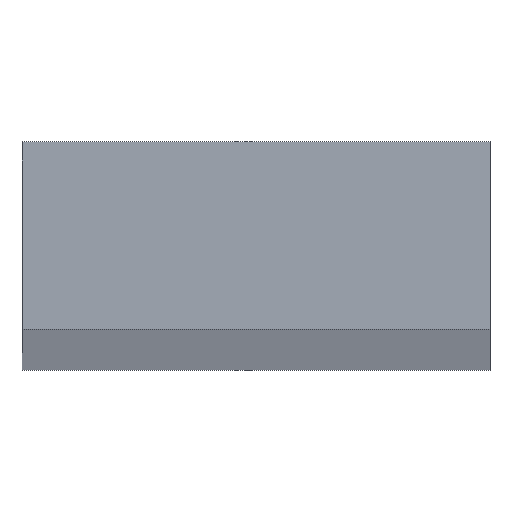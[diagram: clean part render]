
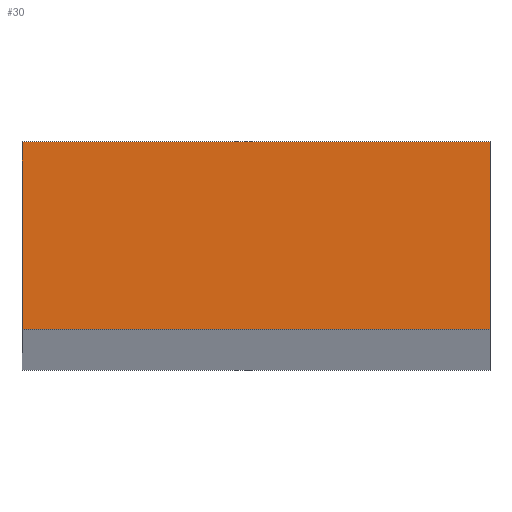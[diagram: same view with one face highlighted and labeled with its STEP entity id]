
A CAD part, top view. The second image highlights one B-rep face of the part: STEP entity #30.
In plain terms, the highlighted planar face has unit normal (0, 0, 1).
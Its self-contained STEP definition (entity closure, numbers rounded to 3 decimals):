
#20 = EDGE_CURVE ( 'NONE', #108, #110, #144, .T. ) ;
#22 = EDGE_CURVE ( 'NONE', #111, #108, #148, .T. ) ;
#30 = ADVANCED_FACE ( 'NONE', ( #91 ), #159, .T. ) ;
#33 = EDGE_CURVE ( 'NONE', #106, #111, #165, .T. ) ;
#39 = EDGE_CURVE ( 'NONE', #110, #106, #177, .T. ) ;
#67 = VECTOR ( 'NONE', #170, 1000. ) ;
#79 = AXIS2_PLACEMENT_3D ( 'NONE', #160, #161, #162 ) ;
#81 = VECTOR ( 'NONE', #179, 1000. ) ;
#84 = VECTOR ( 'NONE', #151, 1000. ) ;
#90 = VECTOR ( 'NONE', #147, 1000. ) ;
#91 = FACE_OUTER_BOUND ( 'NONE', #129, .T. ) ;
#93 = ORIENTED_EDGE ( 'NONE', *, *, #22, .T. ) ;
#94 = ORIENTED_EDGE ( 'NONE', *, *, #20, .T. ) ;
#95 = ORIENTED_EDGE ( 'NONE', *, *, #39, .T. ) ;
#97 = ORIENTED_EDGE ( 'NONE', *, *, #33, .T. ) ;
#106 = VERTEX_POINT ( 'NONE', #190 ) ;
#108 = VERTEX_POINT ( 'NONE', #218 ) ;
#110 = VERTEX_POINT ( 'NONE', #119 ) ;
#111 = VERTEX_POINT ( 'NONE', #220 ) ;
#119 = CARTESIAN_POINT ( 'NONE',  ( 10., -4., 500. ) ) ;
#129 = EDGE_LOOP ( 'NONE', ( #93, #94, #95, #97 ) ) ;
#132 = CARTESIAN_POINT ( 'NONE',  ( 10., 4., 500. ) ) ;
#144 = LINE ( 'NONE', #145, #90 ) ;
#145 = CARTESIAN_POINT ( 'NONE',  ( -10., -4., 500. ) ) ;
#147 = DIRECTION ( 'NONE',  ( 1., 0., 0. ) ) ;
#148 = LINE ( 'NONE', #149, #84 ) ;
#149 = CARTESIAN_POINT ( 'NONE',  ( -10., 4., 500. ) ) ;
#151 = DIRECTION ( 'NONE',  ( 0., -1., 0. ) ) ;
#159 = PLANE ( 'NONE',  #79 ) ;
#160 = CARTESIAN_POINT ( 'NONE',  ( 0., 0., 500. ) ) ;
#161 = DIRECTION ( 'NONE',  ( 0., 0., 1. ) ) ;
#162 = DIRECTION ( 'NONE',  ( 1., 0., 0. ) ) ;
#165 = LINE ( 'NONE', #172, #67 ) ;
#170 = DIRECTION ( 'NONE',  ( -1., 0., 0. ) ) ;
#172 = CARTESIAN_POINT ( 'NONE',  ( -10., 4., 500. ) ) ;
#177 = LINE ( 'NONE', #132, #81 ) ;
#179 = DIRECTION ( 'NONE',  ( 0., 1., 0. ) ) ;
#190 = CARTESIAN_POINT ( 'NONE',  ( 10., 4., 500. ) ) ;
#218 = CARTESIAN_POINT ( 'NONE',  ( -10., -4., 500. ) ) ;
#220 = CARTESIAN_POINT ( 'NONE',  ( -10., 4., 500. ) ) ;
